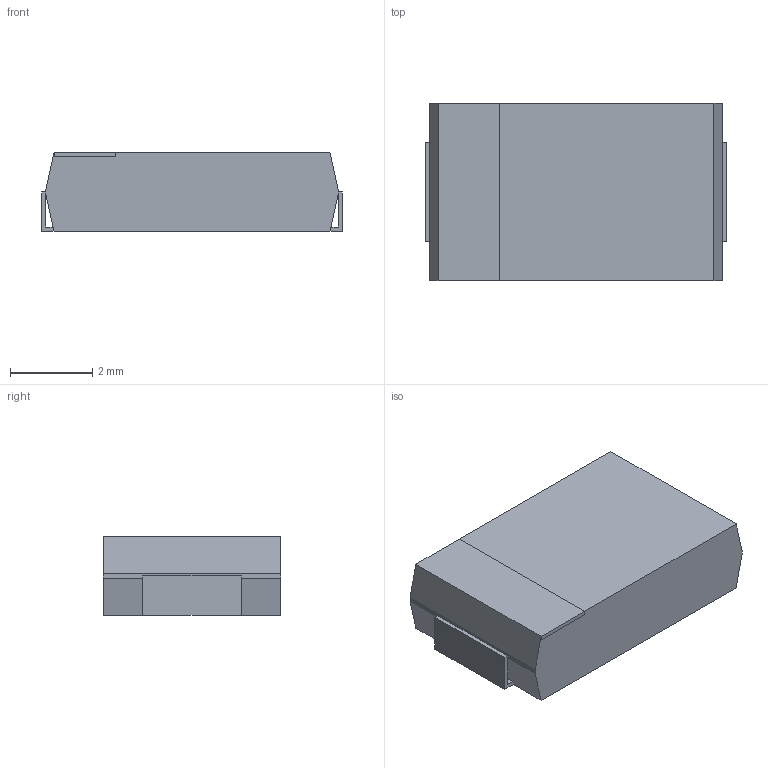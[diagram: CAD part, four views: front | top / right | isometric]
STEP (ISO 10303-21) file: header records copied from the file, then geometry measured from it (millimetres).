
FILE_DESCRIPTION(('FreeCAD Model'),'2;1');
FILE_NAME('CP_POSCAP_TQC-D2.step','2020-03-24T20:02:40',('kicad StepUp'),( 'ksu MCAD'),'Open CASCADE STEP processor 7.3','FreeCAD','Unknown');
FILE_SCHEMA(('AUTOMOTIVE_DESIGN { 1 0 10303 214 1 1 1 1 }'));
Length unit declared in the file: millimetre
Products named in the file (1): CP_POSCAP_TQC-D2
Bounding box: 7.3 x 4.3 x 1.9 mm (x, y, z)
Volume: 57 mm3; surface area: 111.5 mm2
Topology: 1 solids, 1 shells, 27 faces, 83 edges, 54 vertices
Faces by surface type: plane 27
Entity records: 1116 total; most frequent: ORIENTED_EDGE 166, CARTESIAN_POINT 165, DIRECTION 139, EDGE_CURVE 83, LINE 83, VECTOR 83, VERTEX_POINT 54, AXIS2_PLACEMENT_3D 28
